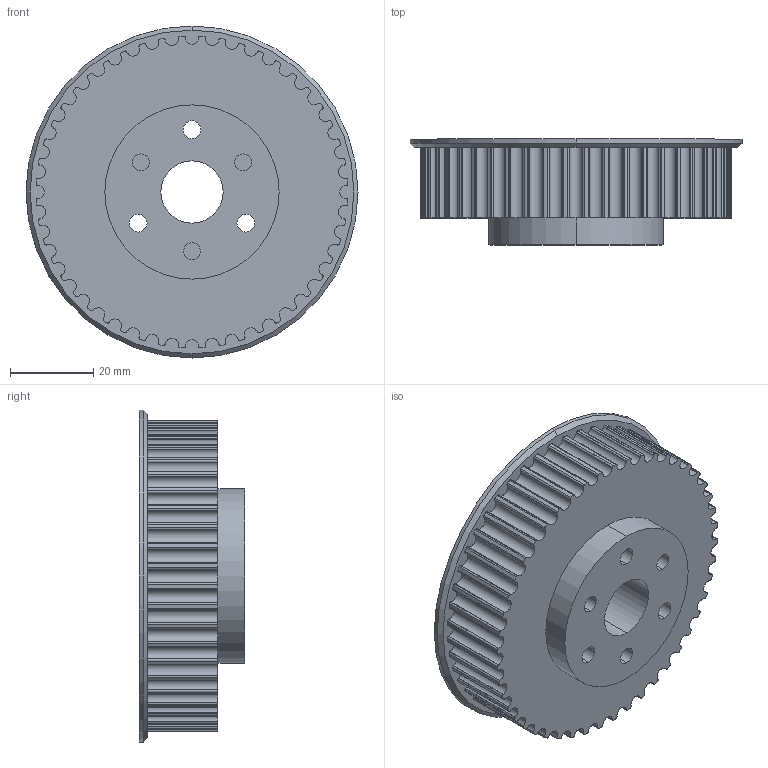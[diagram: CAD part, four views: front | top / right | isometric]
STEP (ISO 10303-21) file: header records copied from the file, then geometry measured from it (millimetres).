
FILE_DESCRIPTION (( 'STEP AP214' ), '1' );
FILE_NAME ('PT-48T-5M-15W-12B (Diff motor).STEP', '2025-06-12T07:28:58', ( '' ), ( '' ), 'SwSTEP 2.0', 'SolidWorks 2024', '' );
FILE_SCHEMA (( 'AUTOMOTIVE_DESIGN' ));
Length unit declared in the file: millimetre
Products named in the file (1): PT-48T-5M-15W-12B (Diff motor)
Bounding box: 80 x 25.5 x 80 mm (x, y, z)
Volume: 84293.6 mm3; surface area: 19068.9 mm2
Topology: 1 solids, 1 shells, 362 faces, 1063 edges, 708 vertices
Faces by surface type: cylinder 257, plane 103, cone 2
Entity records: 12326 total; most frequent: DIRECTION 2305, CARTESIAN_POINT 2134, ORIENTED_EDGE 2126, EDGE_CURVE 1063, AXIS2_PLACEMENT_3D 879, VERTEX_POINT 708, VECTOR 547, LINE 547
